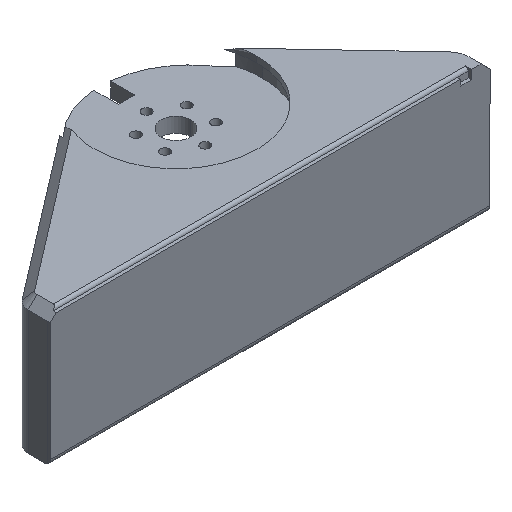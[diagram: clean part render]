
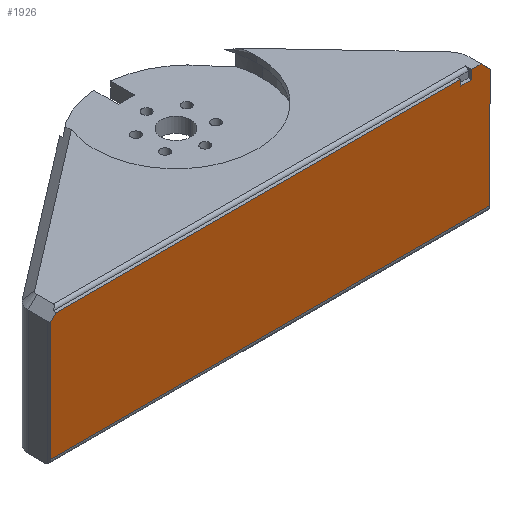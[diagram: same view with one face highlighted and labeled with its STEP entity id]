
A CAD part, isometric view. The second image highlights one B-rep face of the part: STEP entity #1926.
In plain terms, the highlighted planar face has unit normal (0, -1, 0).
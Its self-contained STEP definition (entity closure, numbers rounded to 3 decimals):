
#9 = CARTESIAN_POINT ( 'NONE',  ( 60.639, -34.546, 5. ) ) ;
#78 = CARTESIAN_POINT ( 'NONE',  ( -87.878, -34.546, 5. ) ) ;
#95 = VECTOR ( 'NONE', #783, 1000. ) ;
#124 = VERTEX_POINT ( 'NONE', #2075 ) ;
#153 = CARTESIAN_POINT ( 'NONE',  ( 54.395, -34.546, 5. ) ) ;
#173 = LINE ( 'NONE', #1096, #1147 ) ;
#214 = ORIENTED_EDGE ( 'NONE', *, *, #864, .T. ) ;
#220 = PLANE ( 'NONE',  #763 ) ;
#224 = CARTESIAN_POINT ( 'NONE',  ( 60.639, -34.546, 4.701 ) ) ;
#280 = EDGE_CURVE ( 'NONE', #1480, #124, #2072, .T. ) ;
#283 = CARTESIAN_POINT ( 'NONE',  ( 325.11, -34.546, 8. ) ) ;
#293 = LINE ( 'NONE', #2225, #2178 ) ;
#334 = VECTOR ( 'NONE', #1315, 1000. ) ;
#410 = LINE ( 'NONE', #1092, #1259 ) ;
#420 = LINE ( 'NONE', #224, #95 ) ;
#427 = VERTEX_POINT ( 'NONE', #78 ) ;
#431 = DIRECTION ( 'NONE',  ( 0., -1., 0. ) ) ;
#440 = VECTOR ( 'NONE', #1992, 1000. ) ;
#478 = CARTESIAN_POINT ( 'NONE',  ( 54.395, -34.546, 8. ) ) ;
#480 = EDGE_LOOP ( 'NONE', ( #718, #1599, #1223, #881, #771, #2114, #1649, #1824, #492, #1238, #214 ) ) ;
#492 = ORIENTED_EDGE ( 'NONE', *, *, #1076, .T. ) ;
#592 = CARTESIAN_POINT ( 'NONE',  ( 50.688, -34.546, 7. ) ) ;
#611 = EDGE_CURVE ( 'NONE', #924, #1701, #173, .T. ) ;
#689 = CARTESIAN_POINT ( 'NONE',  ( -87.845, -34.546, -34.154 ) ) ;
#690 = EDGE_CURVE ( 'NONE', #1701, #1872, #1838, .T. ) ;
#718 = ORIENTED_EDGE ( 'NONE', *, *, #1255, .T. ) ;
#720 = VERTEX_POINT ( 'NONE', #478 ) ;
#747 = VECTOR ( 'NONE', #2039, 1000. ) ;
#763 = AXIS2_PLACEMENT_3D ( 'NONE', #1635, #431, #1145 ) ;
#771 = ORIENTED_EDGE ( 'NONE', *, *, #794, .T. ) ;
#783 = DIRECTION ( 'NONE',  ( 0., 0., 1. ) ) ;
#794 = EDGE_CURVE ( 'NONE', #862, #924, #410, .T. ) ;
#862 = VERTEX_POINT ( 'NONE', #153 ) ;
#864 = EDGE_CURVE ( 'NONE', #2165, #1511, #2055, .T. ) ;
#870 = DIRECTION ( 'NONE',  ( 0., 0., 1. ) ) ;
#874 = DIRECTION ( 'NONE',  ( -0.707, 0., -0.707 ) ) ;
#881 = ORIENTED_EDGE ( 'NONE', *, *, #1987, .F. ) ;
#915 = DIRECTION ( 'NONE',  ( -1., 0., 0. ) ) ;
#924 = VERTEX_POINT ( 'NONE', #1124 ) ;
#1016 = DIRECTION ( 'NONE',  ( -1., 0., 0. ) ) ;
#1076 = EDGE_CURVE ( 'NONE', #427, #1833, #1138, .T. ) ;
#1092 = CARTESIAN_POINT ( 'NONE',  ( 325.11, -34.546, 5. ) ) ;
#1096 = CARTESIAN_POINT ( 'NONE',  ( 50.688, -34.546, 7. ) ) ;
#1119 = CARTESIAN_POINT ( 'NONE',  ( -87.845, -34.546, -35. ) ) ;
#1124 = CARTESIAN_POINT ( 'NONE',  ( 50.688, -34.546, 5. ) ) ;
#1138 = LINE ( 'NONE', #1322, #1804 ) ;
#1145 = DIRECTION ( 'NONE',  ( 0., 0., -1. ) ) ;
#1147 = VECTOR ( 'NONE', #870, 1000. ) ;
#1223 = ORIENTED_EDGE ( 'NONE', *, *, #1846, .T. ) ;
#1238 = ORIENTED_EDGE ( 'NONE', *, *, #2175, .T. ) ;
#1255 = EDGE_CURVE ( 'NONE', #1511, #1480, #420, .T. ) ;
#1259 = VECTOR ( 'NONE', #915, 1000. ) ;
#1294 = CARTESIAN_POINT ( 'NONE',  ( 58.63, -34.546, 7.001 ) ) ;
#1315 = DIRECTION ( 'NONE',  ( 0., 0., 1. ) ) ;
#1322 = CARTESIAN_POINT ( 'NONE',  ( -87.878, -34.546, 5. ) ) ;
#1351 = LINE ( 'NONE', #689, #747 ) ;
#1361 = VECTOR ( 'NONE', #1016, 1000. ) ;
#1450 = CARTESIAN_POINT ( 'NONE',  ( 60.639, -34.546, -35. ) ) ;
#1463 = CARTESIAN_POINT ( 'NONE',  ( 59.635, -34.546, 6.001 ) ) ;
#1480 = VERTEX_POINT ( 'NONE', #1864 ) ;
#1511 = VERTEX_POINT ( 'NONE', #1450 ) ;
#1597 = DIRECTION ( 'NONE',  ( 1., 0., 0. ) ) ;
#1599 = ORIENTED_EDGE ( 'NONE', *, *, #280, .T. ) ;
#1635 = CARTESIAN_POINT ( 'NONE',  ( 325.11, -34.546, -37. ) ) ;
#1649 = ORIENTED_EDGE ( 'NONE', *, *, #690, .T. ) ;
#1653 = FACE_OUTER_BOUND ( 'NONE', #480, .T. ) ;
#1666 = CARTESIAN_POINT ( 'NONE',  ( -87.845, -34.546, 5. ) ) ;
#1670 = CARTESIAN_POINT ( 'NONE',  ( -87.878, -34.546, 7. ) ) ;
#1672 = CARTESIAN_POINT ( 'NONE',  ( 54.395, -34.546, 4.701 ) ) ;
#1701 = VERTEX_POINT ( 'NONE', #592 ) ;
#1804 = VECTOR ( 'NONE', #1974, 1000. ) ;
#1824 = ORIENTED_EDGE ( 'NONE', *, *, #1863, .T. ) ;
#1833 = VERTEX_POINT ( 'NONE', #1666 ) ;
#1838 = LINE ( 'NONE', #1670, #440 ) ;
#1846 = EDGE_CURVE ( 'NONE', #124, #720, #1998, .T. ) ;
#1863 = EDGE_CURVE ( 'NONE', #1872, #427, #293, .T. ) ;
#1864 = CARTESIAN_POINT ( 'NONE',  ( 60.639, -34.546, 5. ) ) ;
#1872 = VERTEX_POINT ( 'NONE', #2028 ) ;
#1926 = ADVANCED_FACE ( 'NONE', ( #1653 ), #220, .T. ) ;
#1950 = CARTESIAN_POINT ( 'NONE',  ( 57.624, -34.546, 8. ) ) ;
#1974 = DIRECTION ( 'NONE',  ( 1., 0., 0. ) ) ;
#1987 = EDGE_CURVE ( 'NONE', #862, #720, #2177, .T. ) ;
#1992 = DIRECTION ( 'NONE',  ( -1., 0., 0. ) ) ;
#1998 = LINE ( 'NONE', #283, #1361 ) ;
#2028 = CARTESIAN_POINT ( 'NONE',  ( -85.878, -34.546, 7. ) ) ;
#2039 = DIRECTION ( 'NONE',  ( 0., 0., -1. ) ) ;
#2055 = LINE ( 'NONE', #2231, #2063 ) ;
#2063 = VECTOR ( 'NONE', #1597, 1000. ) ;
#2072 = B_SPLINE_CURVE_WITH_KNOTS ( 'NONE', 3,
 ( #9, #1463, #1294, #1950 ),
 .UNSPECIFIED., .F., .F.,
 ( 4, 4 ),
 ( 0., 0.004 ),
 .UNSPECIFIED. ) ;
#2075 = CARTESIAN_POINT ( 'NONE',  ( 57.624, -34.546, 8. ) ) ;
#2114 = ORIENTED_EDGE ( 'NONE', *, *, #611, .T. ) ;
#2165 = VERTEX_POINT ( 'NONE', #1119 ) ;
#2175 = EDGE_CURVE ( 'NONE', #1833, #2165, #1351, .T. ) ;
#2177 = LINE ( 'NONE', #1672, #334 ) ;
#2178 = VECTOR ( 'NONE', #874, 1000. ) ;
#2225 = CARTESIAN_POINT ( 'NONE',  ( 97.616, -34.546, 190.494 ) ) ;
#2231 = CARTESIAN_POINT ( 'NONE',  ( 325.11, -34.546, -35. ) ) ;
